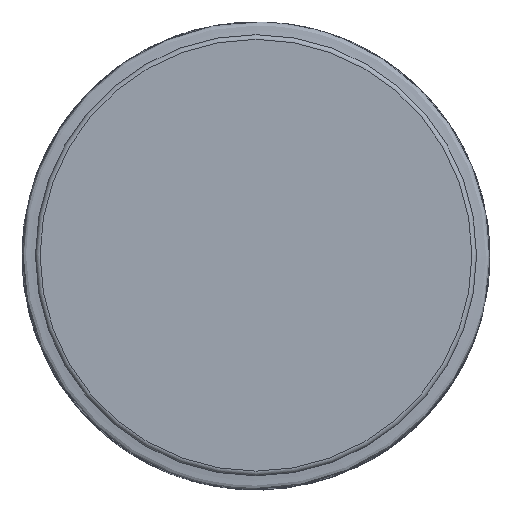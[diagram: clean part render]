
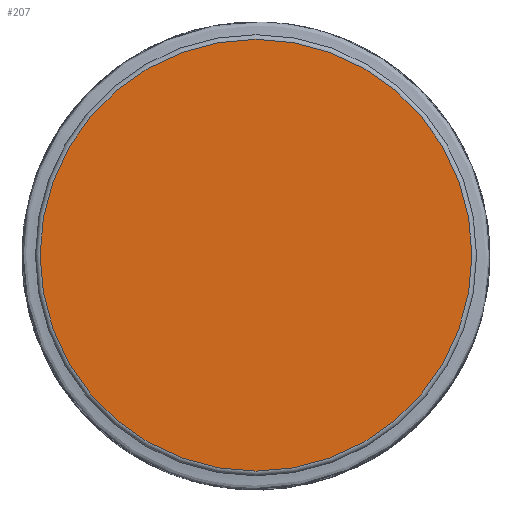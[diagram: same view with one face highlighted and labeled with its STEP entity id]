
A CAD part, top view. The second image highlights one B-rep face of the part: STEP entity #207.
In plain terms, the highlighted planar face has unit normal (0, 0, 1).
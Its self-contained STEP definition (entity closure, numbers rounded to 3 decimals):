
#207=ADVANCED_FACE('CLONE_TP_FACE',(#216),#214,.T.);
#214=PLANE('',#620);
#216=FACE_OUTER_BOUND('',#248,.T.);
#248=EDGE_LOOP('',(#280));
#280=ORIENTED_EDGE('',*,*,#303,.T.);
#283=VERTEX_POINT('',#814);
#303=EDGE_CURVE('',#283,#283,#319,.T.);
#319=CIRCLE('',#591,23.015);
#591=AXIS2_PLACEMENT_3D('',#813,#683,#684);
#620=AXIS2_PLACEMENT_3D('',#856,#741,#742);
#683=DIRECTION('',(0.,0.,1.));
#684=DIRECTION('',(-1.,0.,0.));
#741=DIRECTION('',(0.,0.,1.));
#742=DIRECTION('',(-1.,0.,0.));
#813=CARTESIAN_POINT('',(0.,0.,0.));
#814=CARTESIAN_POINT('',(-23.015,0.,0.));
#856=CARTESIAN_POINT('',(-11.005,0.,0.));
